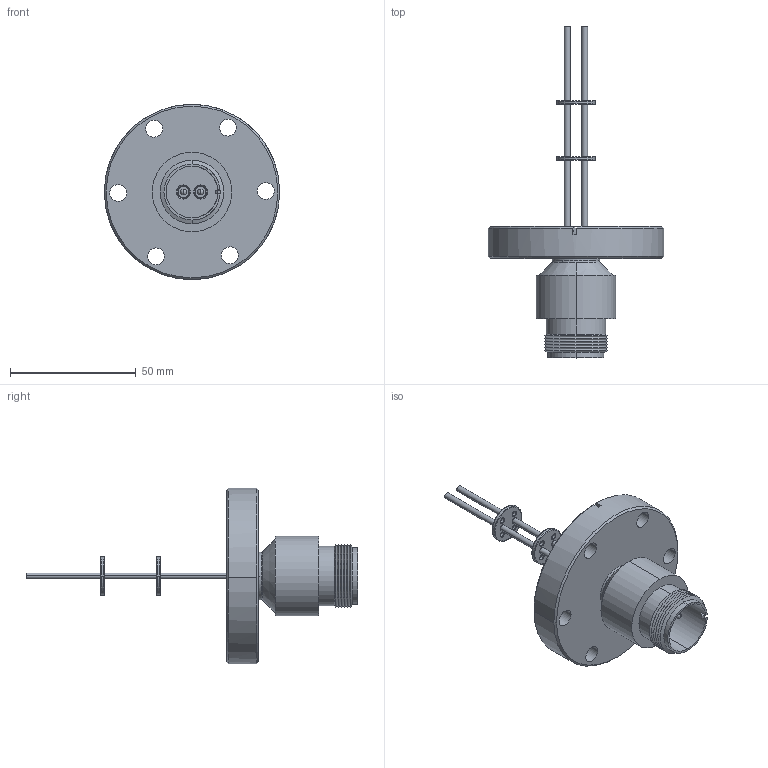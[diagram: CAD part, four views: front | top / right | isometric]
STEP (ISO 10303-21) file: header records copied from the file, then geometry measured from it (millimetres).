
FILE_DESCRIPTION (( 'STEP AP203' ), '1' );
FILE_NAME ('A2569-1-CF.STEP', '2013-03-20T18:26:35', ( '' ), ( '' ), 'SwSTEP 2.0', 'SolidWorks 2012', '' );
FILE_SCHEMA (( 'CONFIG_CONTROL_DESIGN' ));
Length unit declared in the file: inch
Products named in the file (1): A2569-1-CF
Bounding box: 69.84 x 132.19 x 69.85 mm (x, y, z)
Volume: 52557 mm3; surface area: 24960.1 mm2
Topology: 1 solids, 1 shells, 248 faces, 636 edges, 408 vertices
Faces by surface type: cone 99, cylinder 92, plane 41, bspline 16
Entity records: 8338 total; most frequent: CARTESIAN_POINT 1942, DIRECTION 1460, ORIENTED_EDGE 1264, EDGE_CURVE 632, AXIS2_PLACEMENT_3D 618, VERTEX_POINT 408, CIRCLE 385, EDGE_LOOP 302
